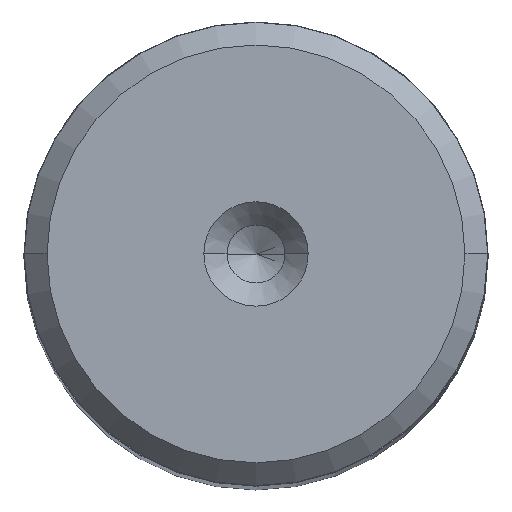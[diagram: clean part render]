
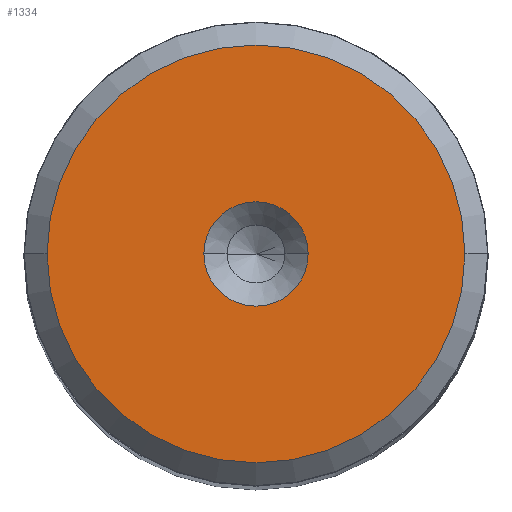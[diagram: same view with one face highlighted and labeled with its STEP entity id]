
A CAD part, top view. The second image highlights one B-rep face of the part: STEP entity #1334.
In plain terms, the highlighted planar face has unit normal (0, 0, 1).
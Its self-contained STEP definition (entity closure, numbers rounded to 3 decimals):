
#33 = ORIENTED_EDGE ( 'NONE', *, *, #67, .F. ) ;
#54 = DIRECTION ( 'NONE',  ( 1., 0., 0. ) ) ;
#67 = EDGE_CURVE ( 'NONE', #1052, #629, #347, .T. ) ;
#105 = CIRCLE ( 'NONE', #567, 2.25 ) ;
#161 = AXIS2_PLACEMENT_3D ( 'NONE', #893, #887, #54 ) ;
#237 = CARTESIAN_POINT ( 'NONE',  ( 9.009, 0., 100. ) ) ;
#299 = CARTESIAN_POINT ( 'NONE',  ( 0., 0., 100. ) ) ;
#347 = CIRCLE ( 'NONE', #1662, 2.25 ) ;
#411 = EDGE_CURVE ( 'NONE', #417, #906, #1882, .T. ) ;
#417 = VERTEX_POINT ( 'NONE', #237 ) ;
#453 = DIRECTION ( 'NONE',  ( 0., 0., 1. ) ) ;
#567 = AXIS2_PLACEMENT_3D ( 'NONE', #1447, #453, #1929 ) ;
#629 = VERTEX_POINT ( 'NONE', #1472 ) ;
#636 = ORIENTED_EDGE ( 'NONE', *, *, #411, .T. ) ;
#673 = CARTESIAN_POINT ( 'NONE',  ( -9.009, 0., 100. ) ) ;
#695 = ORIENTED_EDGE ( 'NONE', *, *, #2066, .T. ) ;
#711 = AXIS2_PLACEMENT_3D ( 'NONE', #299, #1139, #812 ) ;
#761 = CARTESIAN_POINT ( 'NONE',  ( 0., 0., 100. ) ) ;
#812 = DIRECTION ( 'NONE',  ( 1., 0., 0. ) ) ;
#879 = DIRECTION ( 'NONE',  ( 1., 0., 0. ) ) ;
#887 = DIRECTION ( 'NONE',  ( 0., 0., 1. ) ) ;
#893 = CARTESIAN_POINT ( 'NONE',  ( 0., 0., 100. ) ) ;
#906 = VERTEX_POINT ( 'NONE', #673 ) ;
#1052 = VERTEX_POINT ( 'NONE', #1107 ) ;
#1080 = EDGE_LOOP ( 'NONE', ( #695, #636 ) ) ;
#1092 = DIRECTION ( 'NONE',  ( 1., 0., 0. ) ) ;
#1107 = CARTESIAN_POINT ( 'NONE',  ( -2.25, 0., 100. ) ) ;
#1139 = DIRECTION ( 'NONE',  ( 0., 0., 1. ) ) ;
#1260 = EDGE_CURVE ( 'NONE', #629, #1052, #105, .T. ) ;
#1334 = ADVANCED_FACE ( 'NONE', ( #1735, #2041 ), #2172, .T. ) ;
#1447 = CARTESIAN_POINT ( 'NONE',  ( 0., 0., 100. ) ) ;
#1472 = CARTESIAN_POINT ( 'NONE',  ( 2.25, 0., 100. ) ) ;
#1492 = ORIENTED_EDGE ( 'NONE', *, *, #1260, .F. ) ;
#1662 = AXIS2_PLACEMENT_3D ( 'NONE', #761, #2100, #1092 ) ;
#1664 = CIRCLE ( 'NONE', #2051, 9.009 ) ;
#1677 = EDGE_LOOP ( 'NONE', ( #1492, #33 ) ) ;
#1735 = FACE_BOUND ( 'NONE', #1677, .T. ) ;
#1871 = CARTESIAN_POINT ( 'NONE',  ( 0., 0., 100. ) ) ;
#1882 = CIRCLE ( 'NONE', #161, 9.009 ) ;
#1929 = DIRECTION ( 'NONE',  ( 1., 0., 0. ) ) ;
#2021 = DIRECTION ( 'NONE',  ( 0., 0., 1. ) ) ;
#2041 = FACE_OUTER_BOUND ( 'NONE', #1080, .T. ) ;
#2051 = AXIS2_PLACEMENT_3D ( 'NONE', #1871, #2021, #879 ) ;
#2066 = EDGE_CURVE ( 'NONE', #906, #417, #1664, .T. ) ;
#2100 = DIRECTION ( 'NONE',  ( 0., 0., 1. ) ) ;
#2172 = PLANE ( 'NONE',  #711 ) ;
